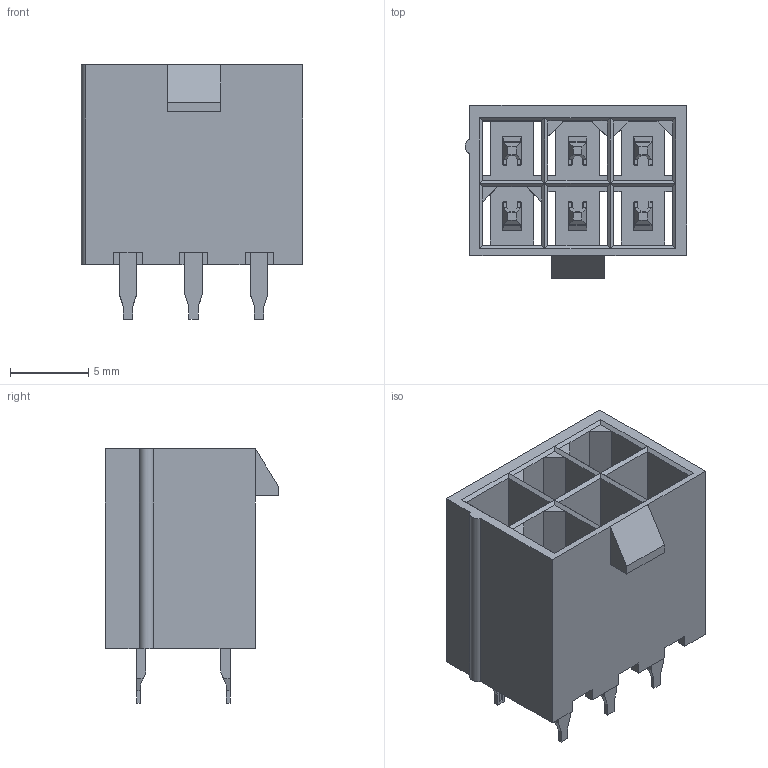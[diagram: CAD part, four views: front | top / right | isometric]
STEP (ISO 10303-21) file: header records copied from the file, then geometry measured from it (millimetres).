
FILE_DESCRIPTION(/* description */ ('Unknown'),/* implementation_level */ '2;1');
FILE_NAME(/* name */ '64900621122',/* time_stamp */ '2019-08-05T15:16:25+02:00',/* author */ ('Unknown'),/* organization */ ('Unknown'),/* preprocessor_version */ 'ST-DEVELOPER v16.7',/* originating_system */ 'DEX',/* authorisation */ $);
FILE_SCHEMA (('AUTOMOTIVE_DESIGN {1 0 10303 214 3 1 1}'));
Length unit declared in the file: millimetre
Products named in the file (3): 6490xx21122; 64900621122; 6490xx21122_PIN
Assembly tree (7 placements, depth 2):
  6490xx21122
    64900621122
    6490xx21122_PIN  x6
Bounding box: 14.2 x 11.1 x 16.3 mm (x, y, z)
Volume: 836.6 mm3; surface area: 2501 mm2
Topology: 7 solids, 7 shells, 731 faces, 2124 edges, 1384 vertices
Faces by surface type: plane 562, cylinder 169
Entity records: 9366 total; most frequent: ORIENTED_EDGE 1668, CARTESIAN_POINT 1657, DIRECTION 1470, EDGE_CURVE 834, LINE 776, VECTOR 776, VERTEX_POINT 534, AXIS2_PLACEMENT_3D 347
